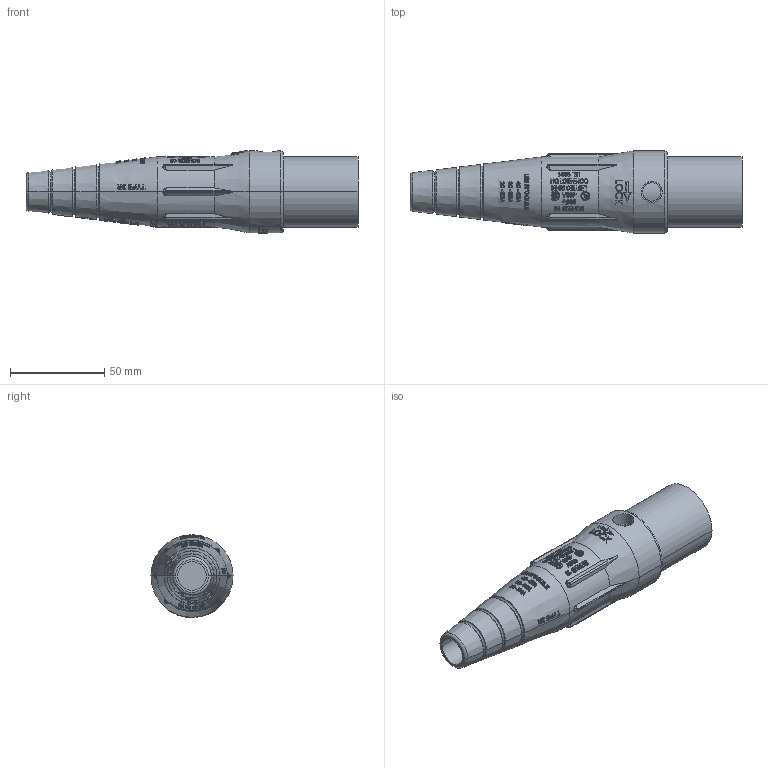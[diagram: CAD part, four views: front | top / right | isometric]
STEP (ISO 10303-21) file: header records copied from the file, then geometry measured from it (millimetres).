
FILE_DESCRIPTION (( 'STEP AP214' ), '1' );
FILE_NAME ('ORC6182-M01.STEP', '2025-03-14T19:06:36', ( '' ), ( '' ), 'SwSTEP 2.0', 'SolidWorks 2024', '' );
FILE_SCHEMA (( 'AUTOMOTIVE_DESIGN' ));
Products named in the file (1): ORC6182-M01
Bounding box: 176.45 x 43.64 x 44.09 mm (x, y, z)
Volume: 137983.5 mm3; surface area: 28927.6 mm2
Topology: 1 solids, 1 shells, 2622 faces, 6940 edges, 4599 vertices
Faces by surface type: plane 1279, bspline 956, cylinder 213, cone 158, torus 16
Entity records: 127198 total; most frequent: CARTESIAN_POINT 69970, ORIENTED_EDGE 13844, DIRECTION 8568, EDGE_CURVE 6922, VERTEX_POINT 4599, VECTOR 2972, LINE 2972, EDGE_LOOP 2919
